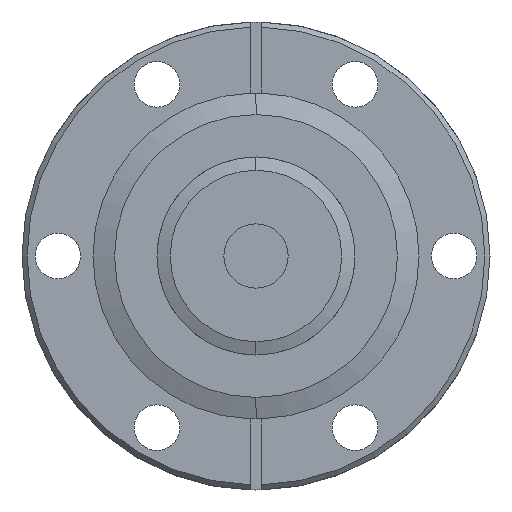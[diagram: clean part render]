
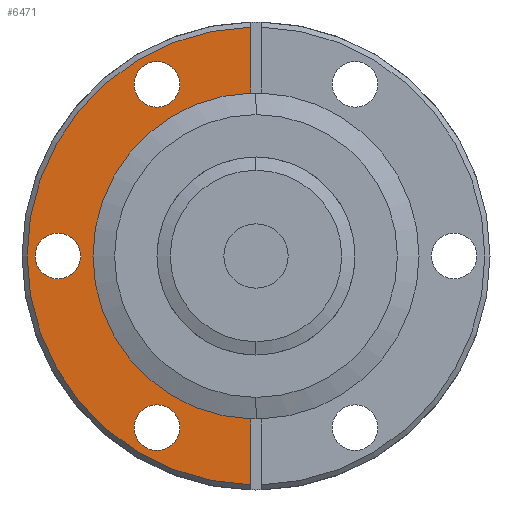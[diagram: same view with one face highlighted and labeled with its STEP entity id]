
A CAD part, left-side view. The second image highlights one B-rep face of the part: STEP entity #6471.
In plain terms, the highlighted planar face has unit normal (-1, 0, 0).
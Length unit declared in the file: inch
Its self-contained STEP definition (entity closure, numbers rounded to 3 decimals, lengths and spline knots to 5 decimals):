
#110 = CARTESIAN_POINT ( 'NONE',  ( 1.874, 0.578, 1.00113 ) ) ;
#114 = DIRECTION ( 'NONE',  ( -1., 0., 0. ) ) ;
#115 = DIRECTION ( 'NONE',  ( 0., 0., 1. ) ) ;
#287 = CARTESIAN_POINT ( 'NONE',  ( 1.874, 0.03125, -1.365 ) ) ;
#310 = CARTESIAN_POINT ( 'NONE',  ( 1.874, 0., 0. ) ) ;
#311 = DIRECTION ( 'NONE',  ( -1., 0., 0. ) ) ;
#312 = DIRECTION ( 'NONE',  ( 0., 0., 1. ) ) ;
#313 = CARTESIAN_POINT ( 'NONE',  ( 1.874, 0., 0. ) ) ;
#314 = DIRECTION ( 'NONE',  ( -1., 0., 0. ) ) ;
#315 = DIRECTION ( 'NONE',  ( 0., 0., 1. ) ) ;
#317 = DIRECTION ( 'NONE',  ( 0., 0., -1. ) ) ;
#628 = FACE_OUTER_BOUND ( 'NONE', #3332, .T. ) ;
#795 = CARTESIAN_POINT ( 'NONE',  ( 1.874, 1.156, 0. ) ) ;
#797 = DIRECTION ( 'NONE',  ( -1., 0., 0. ) ) ;
#798 = DIRECTION ( 'NONE',  ( 0., 0., 1. ) ) ;
#808 = CARTESIAN_POINT ( 'NONE',  ( 1.874, 0.578, -1.00113 ) ) ;
#814 = DIRECTION ( 'NONE',  ( -1., 0., 0. ) ) ;
#815 = DIRECTION ( 'NONE',  ( 0., 0., 1. ) ) ;
#1904 = CARTESIAN_POINT ( 'NONE',  ( 1.874, 0.578, -1.13413 ) ) ;
#1905 = CARTESIAN_POINT ( 'NONE',  ( 1.874, 0.578, -0.86813 ) ) ;
#1922 = CARTESIAN_POINT ( 'NONE',  ( 1.874, 0.03125, -0.95049 ) ) ;
#1923 = CARTESIAN_POINT ( 'NONE',  ( 1.874, 0.03125, -1.33463 ) ) ;
#1924 = CARTESIAN_POINT ( 'NONE',  ( 1.874, 0.03125, 0.95049 ) ) ;
#1925 = CARTESIAN_POINT ( 'NONE',  ( 1.874, 0.03125, 1.33463 ) ) ;
#2002 = CARTESIAN_POINT ( 'NONE',  ( 1.874, 1.156, -0.133 ) ) ;
#2156 = VECTOR ( 'NONE', #317, 39.37008 ) ;
#2158 = CIRCLE ( 'NONE', #5907, 1.335 ) ;
#2159 = LINE ( 'NONE', #287, #2156 ) ;
#2160 = CIRCLE ( 'NONE', #5908, 0.951 ) ;
#2258 = EDGE_CURVE ( 'NONE', #4871, #4869, #2158, .T. ) ;
#2259 = EDGE_CURVE ( 'NONE', #4870, #4868, #2160, .T. ) ;
#2260 = EDGE_CURVE ( 'NONE', #4868, #4869, #2159, .T. ) ;
#2455 = EDGE_CURVE ( 'NONE', #4156, #5706, #5642, .T. ) ;
#2460 = EDGE_CURVE ( 'NONE', #4851, #4850, #5648, .T. ) ;
#2489 = FACE_BOUND ( 'NONE', #3336, .T. ) ;
#2491 = FACE_BOUND ( 'NONE', #3337, .T. ) ;
#2493 = FACE_BOUND ( 'NONE', #3328, .T. ) ;
#2800 = CARTESIAN_POINT ( 'NONE',  ( 1.874, 0., 0. ) ) ;
#2810 = PLANE ( 'NONE',  #5500 ) ;
#2821 = DIRECTION ( 'NONE',  ( -1., 0., 0. ) ) ;
#2822 = DIRECTION ( 'NONE',  ( 0., 0., 1. ) ) ;
#3123 = AXIS2_PLACEMENT_3D ( 'NONE', #3572, #3580, #3581 ) ;
#3328 = EDGE_LOOP ( 'NONE', ( #4742, #4743 ) ) ;
#3332 = EDGE_LOOP ( 'NONE', ( #4734, #4735, #4736, #4737 ) ) ;
#3336 = EDGE_LOOP ( 'NONE', ( #4738, #4739 ) ) ;
#3337 = EDGE_LOOP ( 'NONE', ( #4740, #4741 ) ) ;
#3572 = CARTESIAN_POINT ( 'NONE',  ( 1.874, 0.578, 1.00113 ) ) ;
#3576 = CARTESIAN_POINT ( 'NONE',  ( 1.874, 0.03125, 1.365 ) ) ;
#3580 = DIRECTION ( 'NONE',  ( -1., 0., 0. ) ) ;
#3581 = DIRECTION ( 'NONE',  ( 0., 0., 1. ) ) ;
#3583 = DIRECTION ( 'NONE',  ( 0., 0., -1. ) ) ;
#3664 = CARTESIAN_POINT ( 'NONE',  ( 1.874, 1.156, 0.133 ) ) ;
#3685 = CARTESIAN_POINT ( 'NONE',  ( 1.874, 0.578, 0.86813 ) ) ;
#3686 = CARTESIAN_POINT ( 'NONE',  ( 1.874, 0.578, 1.13413 ) ) ;
#3718 = EDGE_CURVE ( 'NONE', #4178, #4177, #4920, .T. ) ;
#3719 = EDGE_CURVE ( 'NONE', #4871, #4870, #4919, .T. ) ;
#4156 = VERTEX_POINT ( 'NONE', #3664 ) ;
#4177 = VERTEX_POINT ( 'NONE', #3685 ) ;
#4178 = VERTEX_POINT ( 'NONE', #3686 ) ;
#4583 = CIRCLE ( 'NONE', #5379, 0.133 ) ;
#4595 = CIRCLE ( 'NONE', #5386, 0.133 ) ;
#4734 = ORIENTED_EDGE ( 'NONE', *, *, #2260, .F. ) ;
#4735 = ORIENTED_EDGE ( 'NONE', *, *, #2259, .F. ) ;
#4736 = ORIENTED_EDGE ( 'NONE', *, *, #3719, .F. ) ;
#4737 = ORIENTED_EDGE ( 'NONE', *, *, #2258, .T. ) ;
#4738 = ORIENTED_EDGE ( 'NONE', *, *, #3718, .F. ) ;
#4739 = ORIENTED_EDGE ( 'NONE', *, *, #6383, .F. ) ;
#4740 = ORIENTED_EDGE ( 'NONE', *, *, #2455, .F. ) ;
#4741 = ORIENTED_EDGE ( 'NONE', *, *, #6605, .F. ) ;
#4742 = ORIENTED_EDGE ( 'NONE', *, *, #2460, .F. ) ;
#4743 = ORIENTED_EDGE ( 'NONE', *, *, #6612, .F. ) ;
#4850 = VERTEX_POINT ( 'NONE', #1904 ) ;
#4851 = VERTEX_POINT ( 'NONE', #1905 ) ;
#4868 = VERTEX_POINT ( 'NONE', #1922 ) ;
#4869 = VERTEX_POINT ( 'NONE', #1923 ) ;
#4870 = VERTEX_POINT ( 'NONE', #1924 ) ;
#4871 = VERTEX_POINT ( 'NONE', #1925 ) ;
#4919 = LINE ( 'NONE', #3576, #4921 ) ;
#4920 = CIRCLE ( 'NONE', #3123, 0.133 ) ;
#4921 = VECTOR ( 'NONE', #3583, 39.37008 ) ;
#5002 = CIRCLE ( 'NONE', #5419, 0.133 ) ;
#5379 = AXIS2_PLACEMENT_3D ( 'NONE', #795, #797, #798 ) ;
#5386 = AXIS2_PLACEMENT_3D ( 'NONE', #808, #814, #815 ) ;
#5419 = AXIS2_PLACEMENT_3D ( 'NONE', #110, #114, #115 ) ;
#5500 = AXIS2_PLACEMENT_3D ( 'NONE', #2800, #2821, #2822 ) ;
#5642 = CIRCLE ( 'NONE', #5959, 0.133 ) ;
#5648 = CIRCLE ( 'NONE', #5964, 0.133 ) ;
#5706 = VERTEX_POINT ( 'NONE', #2002 ) ;
#5907 = AXIS2_PLACEMENT_3D ( 'NONE', #310, #311, #312 ) ;
#5908 = AXIS2_PLACEMENT_3D ( 'NONE', #313, #314, #315 ) ;
#5959 = AXIS2_PLACEMENT_3D ( 'NONE', #6074, #6075, #6076 ) ;
#5964 = AXIS2_PLACEMENT_3D ( 'NONE', #6088, #6090, #6091 ) ;
#6074 = CARTESIAN_POINT ( 'NONE',  ( 1.874, 1.156, 0. ) ) ;
#6075 = DIRECTION ( 'NONE',  ( -1., 0., 0. ) ) ;
#6076 = DIRECTION ( 'NONE',  ( 0., 0., 1. ) ) ;
#6088 = CARTESIAN_POINT ( 'NONE',  ( 1.874, 0.578, -1.00113 ) ) ;
#6090 = DIRECTION ( 'NONE',  ( -1., 0., 0. ) ) ;
#6091 = DIRECTION ( 'NONE',  ( 0., 0., 1. ) ) ;
#6383 = EDGE_CURVE ( 'NONE', #4177, #4178, #5002, .T. ) ;
#6471 = ADVANCED_FACE ( 'NONE', ( #628, #2489, #2491, #2493 ), #2810, .T. ) ;
#6605 = EDGE_CURVE ( 'NONE', #5706, #4156, #4583, .T. ) ;
#6612 = EDGE_CURVE ( 'NONE', #4850, #4851, #4595, .T. ) ;
